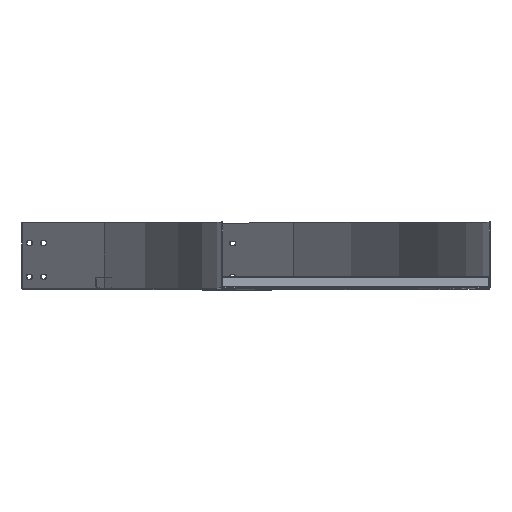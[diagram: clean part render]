
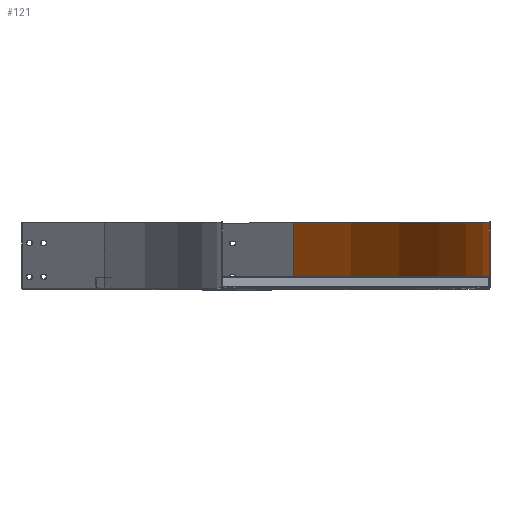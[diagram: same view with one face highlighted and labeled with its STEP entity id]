
A CAD part, top view. The second image highlights one B-rep face of the part: STEP entity #121.
In plain terms, the highlighted cylindrical face has radius 998.8 mm (diameter 1997.6 mm), a partial arc.
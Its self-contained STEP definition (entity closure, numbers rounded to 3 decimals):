
#121 = ADVANCED_FACE ( 'NONE', ( #4290 ), #4294, .F. ) ;
#330 = LINE ( 'NONE', #5381, #335 ) ;
#333 = CIRCLE ( 'NONE', #4670, 998.8 ) ;
#334 = LINE ( 'NONE', #5386, #338 ) ;
#335 = VECTOR ( 'NONE', #5376, 1000. ) ;
#337 = CIRCLE ( 'NONE', #4671, 998.8 ) ;
#338 = VECTOR ( 'NONE', #5385, 1000. ) ;
#2405 = VERTEX_POINT ( 'NONE', #5089 ) ;
#2409 = VERTEX_POINT ( 'NONE', #5093 ) ;
#2414 = VERTEX_POINT ( 'NONE', #5098 ) ;
#2415 = VERTEX_POINT ( 'NONE', #5099 ) ;
#2814 = AXIS2_PLACEMENT_3D ( 'NONE', #3500, #3498, #3493 ) ;
#3493 = DIRECTION ( 'NONE',  ( 0.707, 0., 0.707 ) ) ;
#3498 = DIRECTION ( 'NONE',  ( 0., -1., 0. ) ) ;
#3500 = CARTESIAN_POINT ( 'NONE',  ( -600., 0., -173. ) ) ;
#3728 = EDGE_CURVE ( 'NONE', #2405, #2409, #330, .T. ) ;
#3729 = EDGE_CURVE ( 'NONE', #2405, #2414, #333, .T. ) ;
#3730 = EDGE_CURVE ( 'NONE', #2414, #2415, #334, .T. ) ;
#3731 = EDGE_CURVE ( 'NONE', #2409, #2415, #337, .T. ) ;
#4290 = FACE_OUTER_BOUND ( 'NONE', #6283, .T. ) ;
#4294 = CYLINDRICAL_SURFACE ( 'NONE', #2814, 998.8 ) ;
#4670 = AXIS2_PLACEMENT_3D ( 'NONE', #5387, #5388, #5389 ) ;
#4671 = AXIS2_PLACEMENT_3D ( 'NONE', #5391, #5392, #5393 ) ;
#5089 = CARTESIAN_POINT ( 'NONE',  ( 106.258, -41.13, -879.258 ) ) ;
#5093 = CARTESIAN_POINT ( 'NONE',  ( 106.258, 57.07, -879.258 ) ) ;
#5098 = CARTESIAN_POINT ( 'NONE',  ( 398.8, -41.13, -173. ) ) ;
#5099 = CARTESIAN_POINT ( 'NONE',  ( 398.8, 57.07, -173. ) ) ;
#5376 = DIRECTION ( 'NONE',  ( 0., 1., 0. ) ) ;
#5381 = CARTESIAN_POINT ( 'NONE',  ( 106.258, -41.13, -879.258 ) ) ;
#5385 = DIRECTION ( 'NONE',  ( 0., 1., 0. ) ) ;
#5386 = CARTESIAN_POINT ( 'NONE',  ( 398.8, -41.13, -173. ) ) ;
#5387 = CARTESIAN_POINT ( 'NONE',  ( -600., -41.13, -173. ) ) ;
#5388 = DIRECTION ( 'NONE',  ( 0., -1., 0. ) ) ;
#5389 = DIRECTION ( 'NONE',  ( 0.707, 0., 0.707 ) ) ;
#5391 = CARTESIAN_POINT ( 'NONE',  ( -600., 57.07, -173. ) ) ;
#5392 = DIRECTION ( 'NONE',  ( 0., -1., 0. ) ) ;
#5393 = DIRECTION ( 'NONE',  ( 0.707, 0., 0.707 ) ) ;
#6283 = EDGE_LOOP ( 'NONE', ( #6571, #6570, #6569, #6568 ) ) ;
#6568 = ORIENTED_EDGE ( 'NONE', *, *, #3731, .F. ) ;
#6569 = ORIENTED_EDGE ( 'NONE', *, *, #3730, .T. ) ;
#6570 = ORIENTED_EDGE ( 'NONE', *, *, #3729, .T. ) ;
#6571 = ORIENTED_EDGE ( 'NONE', *, *, #3728, .F. ) ;
